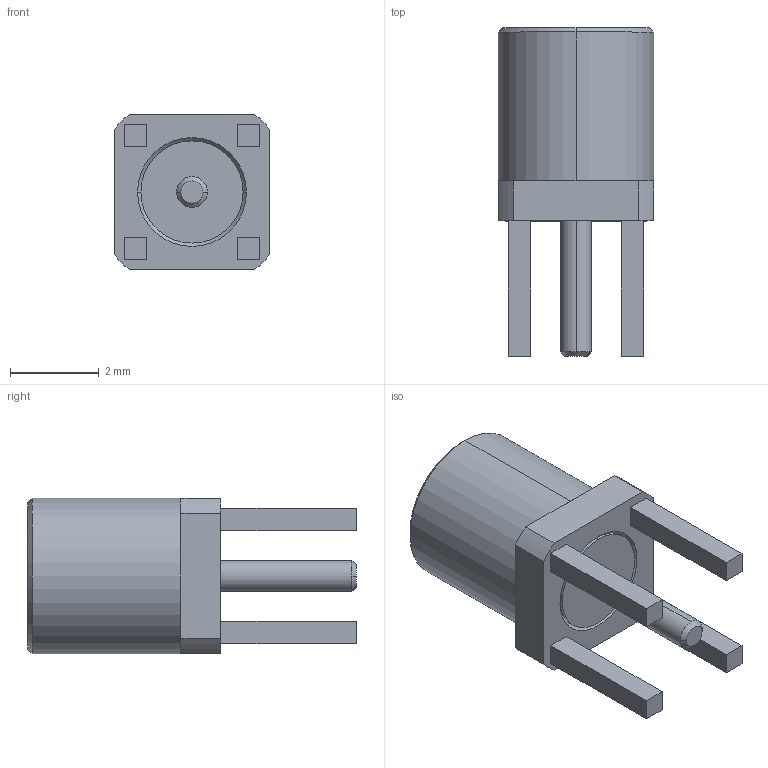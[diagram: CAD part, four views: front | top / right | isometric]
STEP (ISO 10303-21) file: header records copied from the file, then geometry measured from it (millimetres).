
FILE_DESCRIPTION (( 'STEP AP214' ), '1' );
FILE_NAME ('MMCX-J-P-H-ST-TH1.STEP', '2023-08-22T02:30:32', ( 'USER' ), ( '' ), 'SwSTEP 2.0', 'SolidWorks 2016', '' );
FILE_SCHEMA (( 'AUTOMOTIVE_DESIGN' ));
Length unit declared in the file: millimetre
Products named in the file (1): MMCX-J-P-H-ST-TH1
Bounding box: 3.5 x 7.4 x 3.5 mm (x, y, z)
Volume: 33.6 mm3; surface area: 129.5 mm2
Topology: 1 solids, 1 shells, 75 faces, 174 edges, 110 vertices
Faces by surface type: plane 39, cone 20, cylinder 16
Entity records: 2194 total; most frequent: CARTESIAN_POINT 420, DIRECTION 374, ORIENTED_EDGE 348, EDGE_CURVE 174, AXIS2_PLACEMENT_3D 136, VERTEX_POINT 110, VECTOR 102, LINE 102
